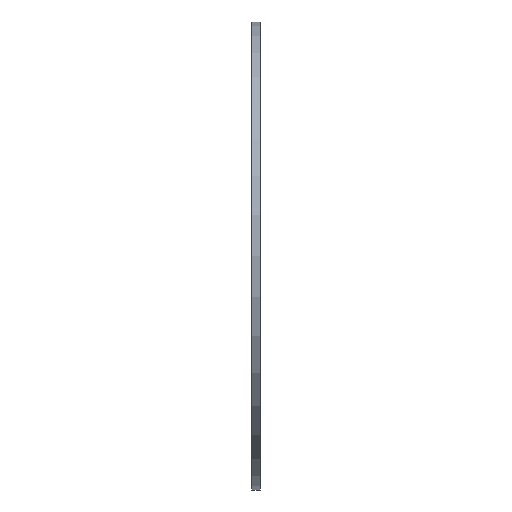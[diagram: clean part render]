
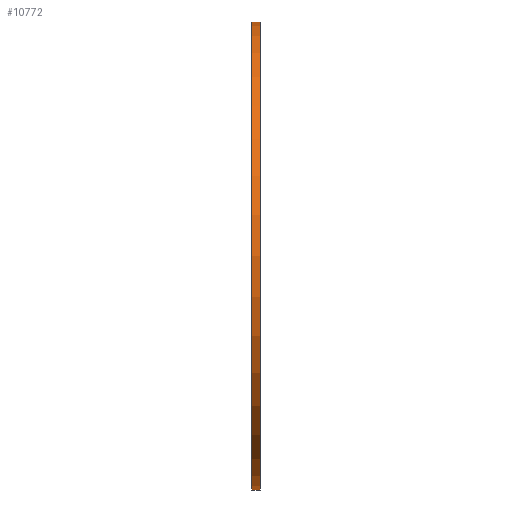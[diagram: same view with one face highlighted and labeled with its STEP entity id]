
A CAD part, left-side view. The second image highlights one B-rep face of the part: STEP entity #10772.
In plain terms, the highlighted cylindrical face has radius 57 mm (diameter 114 mm), a partial arc.
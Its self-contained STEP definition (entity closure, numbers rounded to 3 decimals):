
#150 = CARTESIAN_POINT ( 'NONE',  ( 0., 0., -57. ) ) ;
#393 = CARTESIAN_POINT ( 'NONE',  ( 0., 2., 57. ) ) ;
#405 = CIRCLE ( 'NONE', #11109, 57. ) ;
#454 = CARTESIAN_POINT ( 'NONE',  ( 0., 2., 57. ) ) ;
#855 = CIRCLE ( 'NONE', #7833, 57. ) ;
#1131 = ORIENTED_EDGE ( 'NONE', *, *, #7046, .T. ) ;
#1229 = LINE ( 'NONE', #13478, #11993 ) ;
#1600 = DIRECTION ( 'NONE',  ( 0., 0., 1. ) ) ;
#1751 = ORIENTED_EDGE ( 'NONE', *, *, #9795, .F. ) ;
#2686 = EDGE_CURVE ( 'NONE', #12627, #12909, #405, .T. ) ;
#2939 = DIRECTION ( 'NONE',  ( 0., -1., 0. ) ) ;
#3055 = EDGE_LOOP ( 'NONE', ( #12083, #1751, #1131, #6963 ) ) ;
#3116 = CARTESIAN_POINT ( 'NONE',  ( 0., 0., 57. ) ) ;
#3558 = DIRECTION ( 'NONE',  ( 0., -1., 0. ) ) ;
#4868 = DIRECTION ( 'NONE',  ( 0., 1., 0. ) ) ;
#6471 = AXIS2_PLACEMENT_3D ( 'NONE', #8483, #2939, #10764 ) ;
#6708 = DIRECTION ( 'NONE',  ( 0., 1., 0. ) ) ;
#6963 = ORIENTED_EDGE ( 'NONE', *, *, #2686, .T. ) ;
#7046 = EDGE_CURVE ( 'NONE', #11790, #12627, #1229, .T. ) ;
#7717 = CARTESIAN_POINT ( 'NONE',  ( 0., 2., -57. ) ) ;
#7833 = AXIS2_PLACEMENT_3D ( 'NONE', #11587, #4868, #1600 ) ;
#7965 = CARTESIAN_POINT ( 'NONE',  ( 0., 0., 0. ) ) ;
#8483 = CARTESIAN_POINT ( 'NONE',  ( 0., 2., 0. ) ) ;
#9577 = LINE ( 'NONE', #393, #11836 ) ;
#9591 = FACE_OUTER_BOUND ( 'NONE', #3055, .T. ) ;
#9795 = EDGE_CURVE ( 'NONE', #11790, #11464, #855, .T. ) ;
#10222 = DIRECTION ( 'NONE',  ( 0., 0., 1. ) ) ;
#10676 = DIRECTION ( 'NONE',  ( 0., -1., 0. ) ) ;
#10764 = DIRECTION ( 'NONE',  ( 0., 0., -1. ) ) ;
#10772 = ADVANCED_FACE ( 'NONE', ( #9591 ), #14043, .T. ) ;
#11109 = AXIS2_PLACEMENT_3D ( 'NONE', #7965, #6708, #10222 ) ;
#11122 = EDGE_CURVE ( 'NONE', #11464, #12909, #9577, .T. ) ;
#11464 = VERTEX_POINT ( 'NONE', #454 ) ;
#11587 = CARTESIAN_POINT ( 'NONE',  ( 0., 2., 0. ) ) ;
#11790 = VERTEX_POINT ( 'NONE', #7717 ) ;
#11836 = VECTOR ( 'NONE', #10676, 1000. ) ;
#11993 = VECTOR ( 'NONE', #3558, 1000. ) ;
#12083 = ORIENTED_EDGE ( 'NONE', *, *, #11122, .F. ) ;
#12627 = VERTEX_POINT ( 'NONE', #150 ) ;
#12909 = VERTEX_POINT ( 'NONE', #3116 ) ;
#13478 = CARTESIAN_POINT ( 'NONE',  ( 0., 2., -57. ) ) ;
#14043 = CYLINDRICAL_SURFACE ( 'NONE', #6471, 57. ) ;
